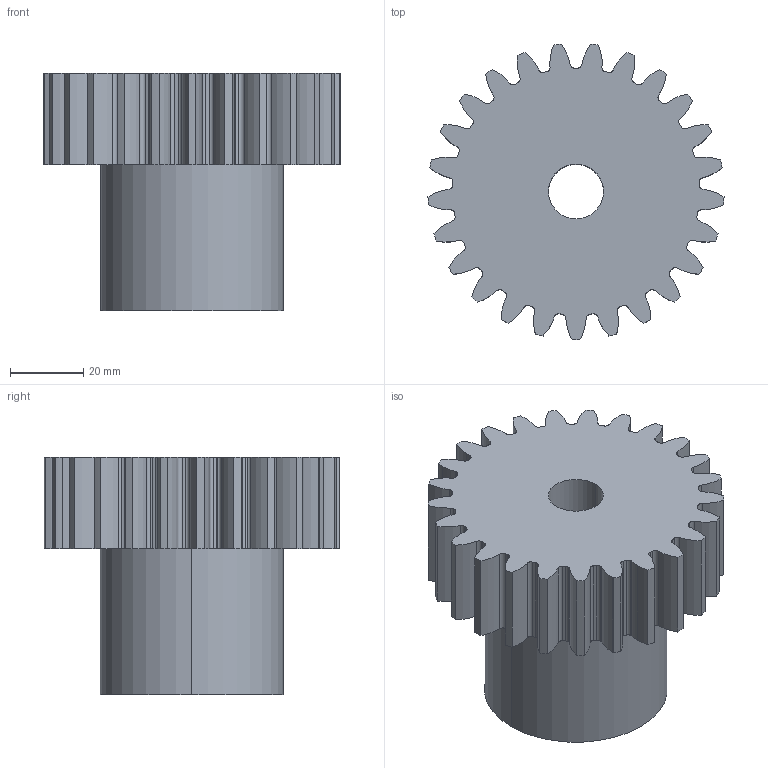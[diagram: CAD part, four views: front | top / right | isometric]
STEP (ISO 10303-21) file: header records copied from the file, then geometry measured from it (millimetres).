
FILE_DESCRIPTION (( 'STEP AP214' ), '1' );
FILE_NAME ('111-030-625.step', '2010-07-19T09:24:00', ( 'WMH Herion Antriebstechnik GmbH' ), ( 'WMH Herion Antriebstechnik GmbH' ), 'SwSTEP 2.0', 'SolidWorks 2010', '' );
FILE_SCHEMA (( 'AUTOMOTIVE_DESIGN' ));
Length unit declared in the file: millimetre
Products named in the file (1): 111-030-625
Bounding box: 80.95 x 80.8 x 65 mm (x, y, z)
Volume: 176045.2 mm3; surface area: 29330.5 mm2
Topology: 1 solids, 1 shells, 172 faces, 507 edges, 338 vertices
Faces by surface type: cylinder 169, plane 3
Entity records: 5987 total; most frequent: DIRECTION 1191, CARTESIAN_POINT 1018, ORIENTED_EDGE 1014, AXIS2_PLACEMENT_3D 511, EDGE_CURVE 507, VERTEX_POINT 338, CIRCLE 338, EDGE_LOOP 175
